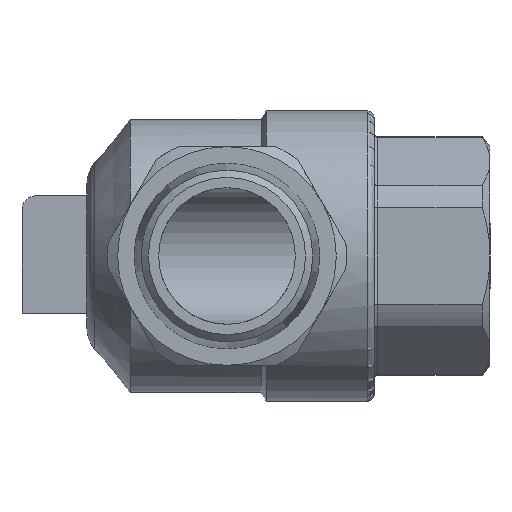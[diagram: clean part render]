
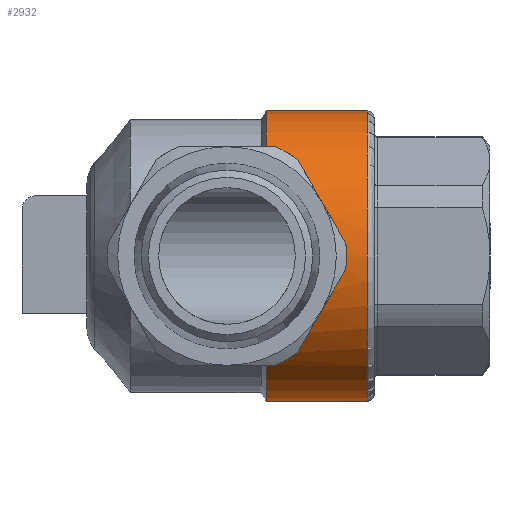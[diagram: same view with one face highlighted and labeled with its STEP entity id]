
A CAD part, front view. The second image highlights one B-rep face of the part: STEP entity #2932.
In plain terms, the highlighted cylindrical face has radius 21.25 mm (diameter 42.5 mm), a full revolution.
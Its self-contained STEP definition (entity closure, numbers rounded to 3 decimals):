
#32=ELLIPSE('',#3151,24.537,21.25);
#33=ELLIPSE('',#3155,24.537,21.25);
#46=LINE('',#4469,#248);
#55=LINE('',#4514,#257);
#248=VECTOR('',#3543,1000.);
#257=VECTOR('',#3572,1000.);
#458=B_SPLINE_CURVE_WITH_KNOTS('',3,(#4446,#4447,#4448,#4449),
 .UNSPECIFIED.,.F.,.F.,(4,4),(0.,0.004),
 .UNSPECIFIED.);
#459=B_SPLINE_CURVE_WITH_KNOTS('',3,(#4451,#4452,#4453,#4454),
 .UNSPECIFIED.,.F.,.F.,(4,4),(-0.002,0.002),
 .UNSPECIFIED.);
#460=B_SPLINE_CURVE_WITH_KNOTS('',3,(#4462,#4463,#4464,#4465),
 .UNSPECIFIED.,.F.,.F.,(4,4),(0.,0.004),
 .UNSPECIFIED.);
#465=B_SPLINE_CURVE_WITH_KNOTS('',3,(#4520,#4521,#4522,#4523,#4524,#4525,
#4526,#4527,#4528,#4529),.UNSPECIFIED.,.F.,.F.,(4,1,1,1,1,1,1,4),(-0.01,
-0.007,-0.005,-0.002,0.,
0.005,0.007,0.01),
 .UNSPECIFIED.);
#543=CYLINDRICAL_SURFACE('',#3171,21.25);
#738=ORIENTED_EDGE('',*,*,#1573,.T.);
#739=ORIENTED_EDGE('',*,*,#1574,.T.);
#740=ORIENTED_EDGE('',*,*,#1553,.F.);
#741=ORIENTED_EDGE('',*,*,#1551,.F.);
#742=ORIENTED_EDGE('',*,*,#1549,.F.);
#743=ORIENTED_EDGE('',*,*,#1547,.F.);
#744=ORIENTED_EDGE('',*,*,#1543,.F.);
#745=ORIENTED_EDGE('',*,*,#1546,.F.);
#746=ORIENTED_EDGE('',*,*,#1570,.F.);
#747=ORIENTED_EDGE('',*,*,#1512,.T.);
#748=ORIENTED_EDGE('',*,*,#1575,.T.);
#1512=EDGE_CURVE('',#1953,#1952,#2238,.T.);
#1543=EDGE_CURVE('',#1976,#1977,#32,.T.);
#1546=EDGE_CURVE('',#1978,#1976,#458,.T.);
#1547=EDGE_CURVE('',#1977,#1979,#459,.T.);
#1549=EDGE_CURVE('',#1979,#1980,#33,.T.);
#1551=EDGE_CURVE('',#1980,#1981,#460,.T.);
#1553=EDGE_CURVE('',#1981,#1982,#46,.T.);
#1570=EDGE_CURVE('',#1953,#1978,#55,.T.);
#1573=EDGE_CURVE('',#1952,#1993,#465,.T.);
#1574=EDGE_CURVE('',#1993,#1982,#2257,.T.);
#1575=EDGE_CURVE('',#1994,#1994,#2258,.T.);
#1952=VERTEX_POINT('',#4335);
#1953=VERTEX_POINT('',#4337);
#1976=VERTEX_POINT('',#4439);
#1977=VERTEX_POINT('',#4441);
#1978=VERTEX_POINT('',#4445);
#1979=VERTEX_POINT('',#4455);
#1980=VERTEX_POINT('',#4459);
#1981=VERTEX_POINT('',#4466);
#1982=VERTEX_POINT('',#4470);
#1993=VERTEX_POINT('',#4530);
#1994=VERTEX_POINT('',#4533);
#2238=CIRCLE('',#3124,21.25);
#2257=CIRCLE('',#3172,21.25);
#2258=CIRCLE('',#3173,21.25);
#2406=EDGE_LOOP('',(#738,#739,#740,#741,#742,#743,#744,#745,#746,#747));
#2407=EDGE_LOOP('',(#748));
#2629=FACE_BOUND('',#2406,.T.);
#2630=FACE_BOUND('',#2407,.T.);
#2932=ADVANCED_FACE('',(#2629,#2630),#543,.T.);
#3124=AXIS2_PLACEMENT_3D('',#4336,#3469,#3470);
#3151=AXIS2_PLACEMENT_3D('',#4440,#3524,#3525);
#3155=AXIS2_PLACEMENT_3D('',#4458,#3535,#3536);
#3171=AXIS2_PLACEMENT_3D('',#4519,#3579,#3580);
#3172=AXIS2_PLACEMENT_3D('',#4531,#3581,#3582);
#3173=AXIS2_PLACEMENT_3D('',#4532,#3583,#3584);
#3469=DIRECTION('',(1.,0.,0.));
#3470=DIRECTION('',(0.,1.,0.));
#3524=DIRECTION('',(-0.866,0.,0.5));
#3525=DIRECTION('',(0.5,0.,0.866));
#3535=DIRECTION('',(-0.866,0.,-0.5));
#3536=DIRECTION('',(-0.5,0.,0.866));
#3543=DIRECTION('',(-1.,0.,0.));
#3572=DIRECTION('',(1.,0.,0.));
#3579=DIRECTION('',(1.,0.,0.));
#3580=DIRECTION('',(0.,1.,0.));
#3581=DIRECTION('',(1.,0.,0.));
#3582=DIRECTION('',(0.,1.,0.));
#3583=DIRECTION('',(-1.,0.,0.));
#3584=DIRECTION('',(0.,-0.866,-0.5));
#4335=CARTESIAN_POINT('',(5.758,19.614,-8.176));
#4336=CARTESIAN_POINT('',(5.758,0.,0.));
#4337=CARTESIAN_POINT('',(5.758,-13.984,-16.));
#4439=CARTESIAN_POINT('',(10.312,-15.864,-14.139));
#4440=CARTESIAN_POINT('',(18.475,0.,0.));
#4441=CARTESIAN_POINT('',(17.401,-21.168,-1.861));
#4445=CARTESIAN_POINT('',(7.089,-13.984,-16.));
#4446=CARTESIAN_POINT('',(7.089,-13.984,-16.));
#4447=CARTESIAN_POINT('',(8.248,-14.572,-15.487));
#4448=CARTESIAN_POINT('',(9.313,-15.214,-14.867));
#4449=CARTESIAN_POINT('',(10.312,-15.864,-14.139));
#4451=CARTESIAN_POINT('',(17.401,-21.168,-1.861));
#4452=CARTESIAN_POINT('',(17.533,-21.277,-0.626));
#4453=CARTESIAN_POINT('',(17.533,-21.277,0.626));
#4454=CARTESIAN_POINT('',(17.401,-21.168,1.861));
#4455=CARTESIAN_POINT('',(17.401,-21.168,1.861));
#4458=CARTESIAN_POINT('',(18.475,0.,0.));
#4459=CARTESIAN_POINT('',(10.312,-15.864,14.139));
#4462=CARTESIAN_POINT('',(10.312,-15.864,14.139));
#4463=CARTESIAN_POINT('',(9.313,-15.214,14.867));
#4464=CARTESIAN_POINT('',(8.248,-14.572,15.487));
#4465=CARTESIAN_POINT('',(7.089,-13.984,16.));
#4466=CARTESIAN_POINT('',(7.089,-13.984,16.));
#4469=CARTESIAN_POINT('',(20.998,-13.984,16.));
#4470=CARTESIAN_POINT('',(5.758,-13.984,16.));
#4514=CARTESIAN_POINT('',(20.998,-13.984,-16.));
#4519=CARTESIAN_POINT('',(20.998,0.,0.));
#4520=CARTESIAN_POINT('',(5.758,19.614,-8.176));
#4521=CARTESIAN_POINT('',(6.408,19.805,-7.718));
#4522=CARTESIAN_POINT('',(7.573,20.205,-6.671));
#4523=CARTESIAN_POINT('',(8.936,20.763,-4.697));
#4524=CARTESIAN_POINT('',(9.798,21.153,-2.445));
#4525=CARTESIAN_POINT('',(10.202,21.348,0.818));
#4526=CARTESIAN_POINT('',(9.394,20.952,4.039));
#4527=CARTESIAN_POINT('',(7.575,20.205,6.669));
#4528=CARTESIAN_POINT('',(6.408,19.805,7.718));
#4529=CARTESIAN_POINT('',(5.758,19.614,8.176));
#4530=CARTESIAN_POINT('',(5.758,19.614,8.176));
#4531=CARTESIAN_POINT('',(5.758,0.,0.));
#4532=CARTESIAN_POINT('',(20.55,0.,0.));
#4533=CARTESIAN_POINT('',(20.55,-18.403,-10.625));
